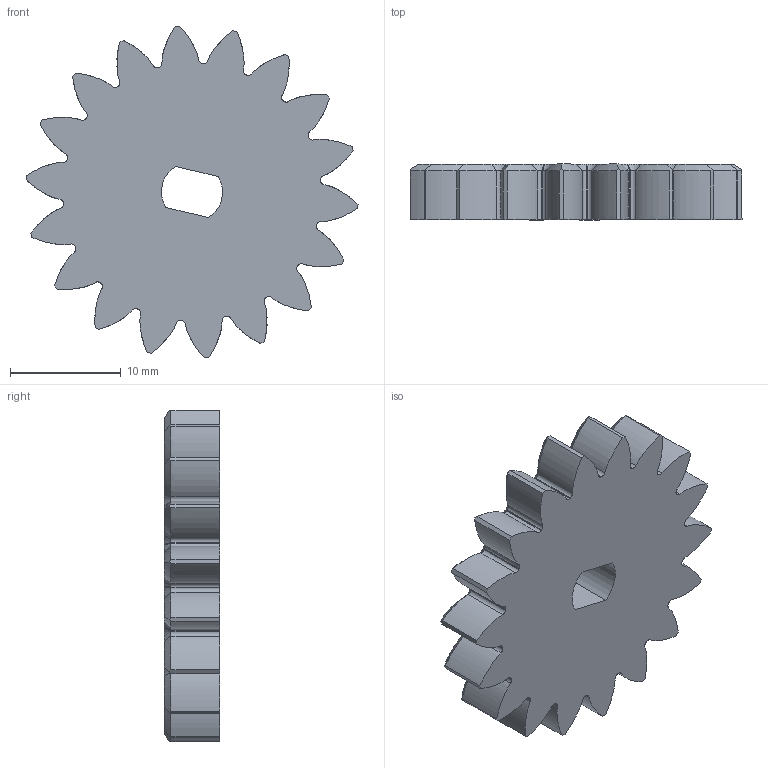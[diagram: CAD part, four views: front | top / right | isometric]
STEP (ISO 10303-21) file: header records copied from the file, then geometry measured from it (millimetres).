
FILE_DESCRIPTION(('STEP AP242'), '1');
FILE_NAME('âåäóùàÿ øåñòåðíÿ', '', ('UNSPECIFIED'), ('UNSPECIFIED'), 'C3D Converter', 'C3D Toolkit', '');
FILE_SCHEMA(('AP242_MANAGED_MODEL_BASED_3D_ENGINEERING_MIM_LF { 1 0 10303 442 1 1 4 }'));
Length unit declared in the file: millimetre
Bounding box: 29.92 x 5 x 29.91 mm (x, y, z)
Volume: 2705.7 mm3; surface area: 1890.7 mm2
Topology: 1 solids, 1 shells, 244 faces, 632 edges, 390 vertices
Faces by surface type: plane 96, cylinder 38, cone 38, extrusion 36, bspline 36
Entity records: 15367 total; most frequent: CARTESIAN_POINT 7886, ORIENTED_EDGE 1264, DIRECTION 919, EDGE_CURVE 632, VERTEX_POINT 390, VECTOR 345, LINE 309, AXIS2_PLACEMENT_3D 287
